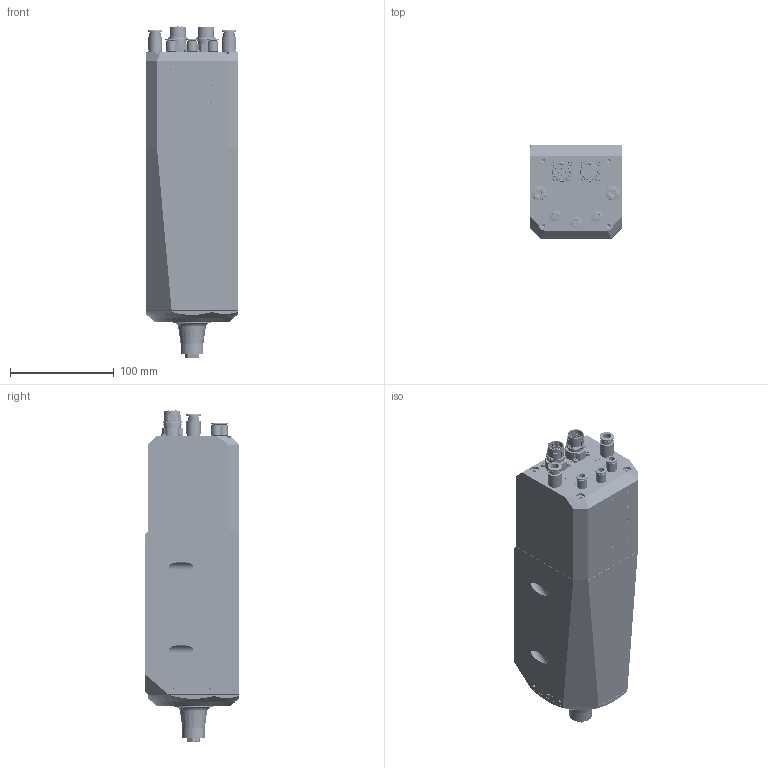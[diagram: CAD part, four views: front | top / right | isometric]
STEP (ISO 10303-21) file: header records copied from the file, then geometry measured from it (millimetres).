
FILE_DESCRIPTION (( 'STEP AP214' ), '1' );
FILE_NAME ('X22-F-DTC8.STEP', '2024-08-16T06:40:37', ( '' ), ( '' ), 'SwSTEP 2.0', 'SolidWorks 2020', '' );
FILE_SCHEMA (( 'AUTOMOTIVE_DESIGN' ));
Length unit declared in the file: millimetre
Products named in the file (29): B00035_B00035; C00018_C00018; C00031_C00031; B00204_B00204; B00037_B00037; X22-F-DTC8; C00007_C00007; B00205; C00053_C00019; C00006_C00006; B00040_B00040; B00038_B00038; C00101; Teil1^X22 Master Kunden-CAD; B00016_B00016; C00707; B00052_B00052; B00015_B00015; B00011_B00011; Teil2^X22 Master Kunden-CAD; C00049_C00004; C00103; C00098; C00097; C00113; C00117; B00039_B00039; C00005_C00005; B00024_Laserung
Assembly tree (80 placements, depth 2):
  X22-F-DTC8
    B00204_B00204
    C00007_C00007
    C00117  x4
    C00098  x8
    B00011_B00011
    C00707  x4
    B00024_Laserung
    C00097  x6
    B00037_B00037
    B00038_B00038
    B00040_B00040
    C00101  x5
    C00103  x2
    B00205
    B00016_B00016
    B00015_B00015
    C00006_C00006  x2
    C00049_C00004
    C00053_C00019  x4
    C00113  x8
    B00039_B00039
    B00052_B00052
    B00035_B00035
    C00005_C00005
    C00018_C00018  x17
    C00031_C00031  x3
    Teil1^X22 Master Kunden-CAD
    Teil2^X22 Master Kunden-CAD
Bounding box: 88 x 91 x 319.95 mm (x, y, z)
Volume: 1930804 mm3; surface area: 363032.2 mm2
Topology: 81 solids, 81 shells, 6391 faces, 16359 edges, 10525 vertices
Faces by surface type: plane 2489, cylinder 1678, bspline 1333, cone 684, torus 201, sphere 6
Entity records: 253622 total; most frequent: CARTESIAN_POINT 103406, ORIENTED_EDGE 26048, DIRECTION 19741, EDGE_CURVE 13024, VERTEX_POINT 8571, LINE 7671, VECTOR 7671, AXIS2_PLACEMENT_3D 6035
